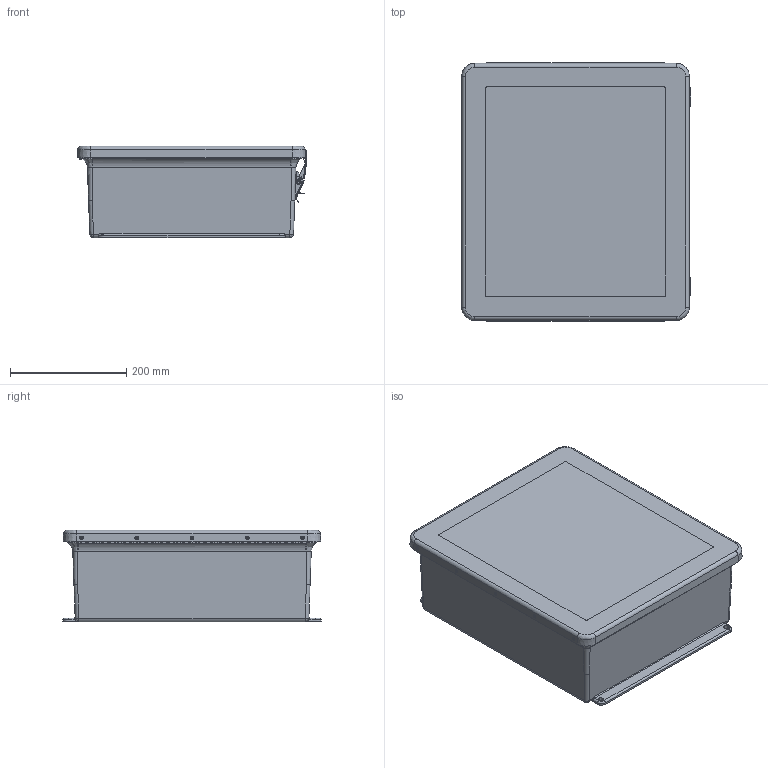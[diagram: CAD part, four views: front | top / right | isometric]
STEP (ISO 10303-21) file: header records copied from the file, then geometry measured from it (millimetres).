
FILE_DESCRIPTION (( 'STEP AP214' ), '1' );
FILE_NAME ('MW1614HPL.STEP', '2018-11-07T12:27:04', ( '' ), ( '' ), 'SwSTEP 2.0', 'SolidWorks 2018', '' );
FILE_SCHEMA (( 'AUTOMOTIVE_DESIGN' ));
Length unit declared in the file: inch
Products named in the file (1): MW1614HPL
Bounding box: 396 x 445.29 x 157.71 mm (x, y, z)
Volume: 2671915.7 mm3; surface area: 1306039.5 mm2
Topology: 41 solids, 41 shells, 1113 faces, 2821 edges, 1832 vertices
Faces by surface type: plane 496, cylinder 468, bspline 104, cone 41, torus 4
Full cylindrical faces by diameter (mm): 2.159 x63, 2.64 x8, 3.048 x2, 3.175 x18, 3.302 x4, 3.327 x10, 3.429 x18, 3.556 x22, 3.861 x8, 3.962 x7, 4.306 x4, 5.537 x4, 6.35 x10, 6.858 x4, 7.62 x4, 9.525 x2
Entity records: 52714 total; most frequent: CARTESIAN_POINT 11631, DIRECTION 5230, ORIENTED_EDGE 5132, EDGE_CURVE 2566, AXIS2_PLACEMENT_3D 1917, VERTEX_POINT 1798, EDGE_LOOP 1642, VECTOR 1396
